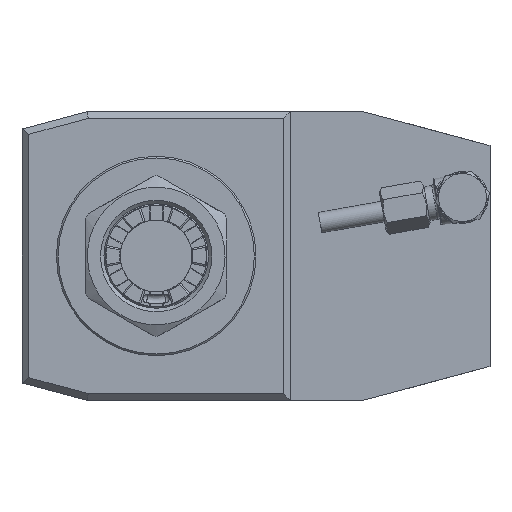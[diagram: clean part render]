
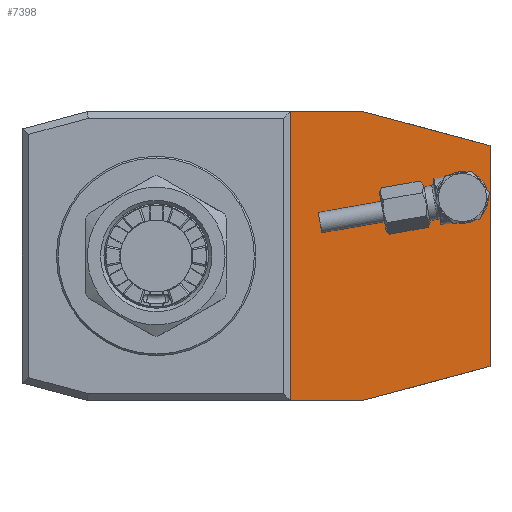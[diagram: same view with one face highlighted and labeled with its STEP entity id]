
A CAD part, left-side view. The second image highlights one B-rep face of the part: STEP entity #7398.
In plain terms, the highlighted planar face has unit normal (-1, 0, 0).
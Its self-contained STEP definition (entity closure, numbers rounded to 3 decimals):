
#281=PLANE('',#8062);
#1055=LINE('',#13148,#1626);
#1056=LINE('',#13150,#1627);
#1057=LINE('',#13152,#1628);
#1058=LINE('',#13154,#1629);
#1059=LINE('',#13156,#1630);
#1060=LINE('',#13158,#1631);
#1626=VECTOR('',#9835,1000.);
#1627=VECTOR('',#9838,1000.);
#1628=VECTOR('',#9839,1000.);
#1629=VECTOR('',#9840,1000.);
#1630=VECTOR('',#9841,1000.);
#1631=VECTOR('',#9842,1000.);
#3524=ORIENTED_EDGE('',*,*,#4005,.T.);
#3525=ORIENTED_EDGE('',*,*,#4762,.T.);
#3526=ORIENTED_EDGE('',*,*,#4763,.T.);
#3527=ORIENTED_EDGE('',*,*,#4764,.T.);
#3528=ORIENTED_EDGE('',*,*,#4765,.T.);
#3529=ORIENTED_EDGE('',*,*,#4766,.T.);
#3530=ORIENTED_EDGE('',*,*,#4761,.F.);
#4005=EDGE_CURVE('',#5017,#5017,#5676,.T.);
#4761=EDGE_CURVE('',#5528,#5527,#1055,.T.);
#4762=EDGE_CURVE('',#5528,#5529,#1056,.T.);
#4763=EDGE_CURVE('',#5529,#5530,#1057,.T.);
#4764=EDGE_CURVE('',#5530,#5531,#1058,.T.);
#4765=EDGE_CURVE('',#5531,#5532,#1059,.T.);
#4766=EDGE_CURVE('',#5532,#5527,#1060,.T.);
#5017=VERTEX_POINT('',#10948);
#5527=VERTEX_POINT('',#13145);
#5528=VERTEX_POINT('',#13147);
#5529=VERTEX_POINT('',#13151);
#5530=VERTEX_POINT('',#13153);
#5531=VERTEX_POINT('',#13155);
#5532=VERTEX_POINT('',#13157);
#5676=CIRCLE('',#7567,6.8);
#6308=EDGE_LOOP('',(#3524));
#6309=EDGE_LOOP('',(#3525,#3526,#3527,#3528,#3529,#3530));
#6820=FACE_BOUND('',#6308,.T.);
#6821=FACE_BOUND('',#6309,.T.);
#7398=ADVANCED_FACE('',(#6820,#6821),#281,.F.);
#7567=AXIS2_PLACEMENT_3D('',#10947,#8408,#8409);
#8062=AXIS2_PLACEMENT_3D('',#13149,#9836,#9837);
#8408=DIRECTION('',(1.,0.,0.));
#8409=DIRECTION('',(0.,0.985,-0.174));
#9835=DIRECTION('',(0.,0.,1.));
#9836=DIRECTION('',(1.,0.,0.));
#9837=DIRECTION('',(0.,0.,-1.));
#9838=DIRECTION('',(0.,-1.,0.));
#9839=DIRECTION('',(0.,-0.966,0.259));
#9840=DIRECTION('',(0.,0.,1.));
#9841=DIRECTION('',(0.,0.966,0.259));
#9842=DIRECTION('',(0.,1.,0.));
#10947=CARTESIAN_POINT('',(-74.,-39.,17.));
#10948=CARTESIAN_POINT('',(-74.,-32.303,15.819));
#13145=CARTESIAN_POINT('',(-74.,11.,42.));
#13147=CARTESIAN_POINT('',(-74.,11.,-42.));
#13148=CARTESIAN_POINT('',(-74.,11.,-129.453));
#13149=CARTESIAN_POINT('',(-74.,-47.,-129.453));
#13150=CARTESIAN_POINT('',(-74.,-47.,-42.));
#13151=CARTESIAN_POINT('',(-74.,-10.,-42.));
#13152=CARTESIAN_POINT('',(-74.,-47.,-32.086));
#13153=CARTESIAN_POINT('',(-74.,-47.,-32.086));
#13154=CARTESIAN_POINT('',(-74.,-47.,-129.453));
#13155=CARTESIAN_POINT('',(-74.,-47.,32.086));
#13156=CARTESIAN_POINT('',(-74.,-10.,42.));
#13157=CARTESIAN_POINT('',(-74.,-10.,42.));
#13158=CARTESIAN_POINT('',(-74.,89.,42.));
